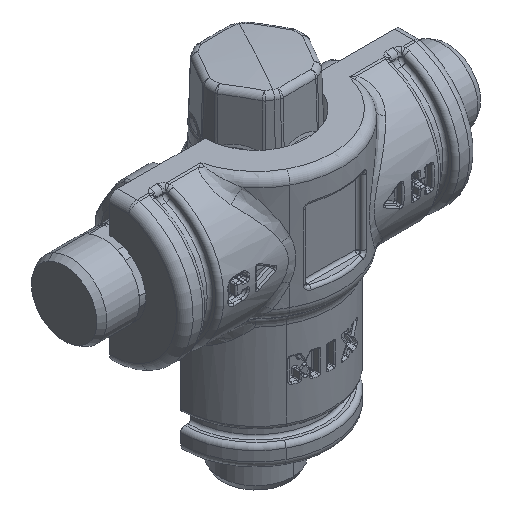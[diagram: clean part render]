
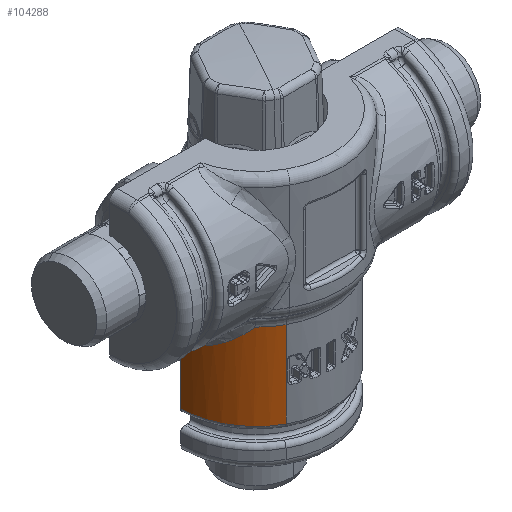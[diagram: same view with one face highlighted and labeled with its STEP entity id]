
A CAD part, isometric view. The second image highlights one B-rep face of the part: STEP entity #104288.
In plain terms, the highlighted cylindrical face has radius 27 mm (diameter 54 mm), a partial arc.
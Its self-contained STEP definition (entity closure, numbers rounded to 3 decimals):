
#87161=CARTESIAN_POINT('Vertex',(-12.944,-23.695,-31.142)) ;
#88057=CARTESIAN_POINT('Vertex',(-19.104,-19.079,-31.142)) ;
#88062=CARTESIAN_POINT('Axis2P3D Location',(0.,0.,-31.142)) ;
#88303=CARTESIAN_POINT('Control Point',(-23.695,-12.944,-36.583)) ;
#88304=CARTESIAN_POINT('Control Point',(-23.864,-12.634,-36.784)) ;
#88305=CARTESIAN_POINT('Control Point',(-24.03,-12.319,-36.98)) ;
#88306=CARTESIAN_POINT('Control Point',(-24.192,-11.998,-37.171)) ;
#88307=CARTESIAN_POINT('Control Point',(-25.031,-10.263,-38.166)) ;
#88308=CARTESIAN_POINT('Control Point',(-25.743,-8.387,-39.01)) ;
#88309=CARTESIAN_POINT('Control Point',(-26.221,-6.772,-39.577)) ;
#88310=CARTESIAN_POINT('Control Point',(-26.71,-4.436,-40.156)) ;
#88311=CARTESIAN_POINT('Control Point',(-26.937,-2.022,-40.425)) ;
#88312=CARTESIAN_POINT('Control Point',(-26.979,-1.349,-40.475)) ;
#88313=CARTESIAN_POINT('Control Point',(-27.,-0.675,-40.5)) ;
#88314=CARTESIAN_POINT('Control Point',(-27.,0.,-40.5)) ;
#88315=CARTESIAN_POINT('Vertex',(-27.,0.,-40.5)) ;
#88317=CARTESIAN_POINT('Vertex',(-23.695,-12.944,-36.583)) ;
#88418=CARTESIAN_POINT('Control Point',(-19.104,-19.079,-31.142)) ;
#88419=CARTESIAN_POINT('Control Point',(-19.308,-18.875,-31.384)) ;
#88420=CARTESIAN_POINT('Control Point',(-19.51,-18.667,-31.623)) ;
#88421=CARTESIAN_POINT('Control Point',(-19.711,-18.456,-31.861)) ;
#88422=CARTESIAN_POINT('Control Point',(-20.707,-17.374,-33.042)) ;
#88423=CARTESIAN_POINT('Control Point',(-21.657,-16.193,-34.168)) ;
#88424=CARTESIAN_POINT('Control Point',(-22.383,-15.179,-35.028)) ;
#88425=CARTESIAN_POINT('Control Point',(-23.065,-14.097,-35.837)) ;
#88426=CARTESIAN_POINT('Control Point',(-23.695,-12.944,-36.583)) ;
#96017=CARTESIAN_POINT('Axis2P3D Location',(0.,0.,-29.25)) ;
#96199=CARTESIAN_POINT('Vertex',(-12.944,-23.695,-62.)) ;
#96227=CARTESIAN_POINT('Axis2P3D Location',(0.,0.,-62.)) ;
#96231=CARTESIAN_POINT('Vertex',(-27.,0.,-62.)) ;
#102220=CARTESIAN_POINT('Line Origine',(-12.944,-23.695,-52.071)) ;
#104275=CARTESIAN_POINT('Line Origine',(-27.,0.,-52.071)) ;
#102222=VECTOR('Line Direction',#102221,1.) ;
#104277=VECTOR('Line Direction',#104276,1.) ;
#88063=DIRECTION('Axis2P3D Direction',(0.,0.,-1.)) ;
#96018=DIRECTION('Axis2P3D Direction',(0.,0.,-1.)) ;
#96019=DIRECTION('Axis2P3D XDirection',(-0.479,-0.878,0.)) ;
#96228=DIRECTION('Axis2P3D Direction',(0.,0.,1.)) ;
#102221=DIRECTION('Vector Direction',(0.,0.,-1.)) ;
#104276=DIRECTION('Vector Direction',(0.,0.,-1.)) ;
#88064=AXIS2_PLACEMENT_3D('Circle Axis2P3D',#88062,#88063,$) ;
#96020=AXIS2_PLACEMENT_3D('Cylinder Axis2P3D',#96017,#96018,#96019) ;
#96229=AXIS2_PLACEMENT_3D('Circle Axis2P3D',#96227,#96228,$) ;
#102223=LINE('Line',#102220,#102222) ;
#104278=LINE('Line',#104275,#104277) ;
#88065=CIRCLE('generated circle',#88064,27.) ;
#96230=CIRCLE('generated circle',#96229,27.) ;
#96021=CYLINDRICAL_SURFACE('generated cylinder',#96020,27.) ;
#88066=EDGE_CURVE('',#87162,#88058,#88065,.T.) ;
#88319=EDGE_CURVE('',#88316,#88318,#88302,.F.) ;
#88427=EDGE_CURVE('',#88318,#88058,#88417,.F.) ;
#96233=EDGE_CURVE('',#96232,#96200,#96230,.T.) ;
#102224=EDGE_CURVE('',#87162,#96200,#102223,.T.) ;
#104279=EDGE_CURVE('',#88316,#96232,#104278,.T.) ;
#104281=ORIENTED_EDGE('',*,*,#96233,.T.) ;
#104282=ORIENTED_EDGE('',*,*,#102224,.F.) ;
#104283=ORIENTED_EDGE('',*,*,#88066,.T.) ;
#104284=ORIENTED_EDGE('',*,*,#88427,.F.) ;
#104285=ORIENTED_EDGE('',*,*,#88319,.F.) ;
#104286=ORIENTED_EDGE('',*,*,#104279,.T.) ;
#104280=EDGE_LOOP('',(#104281,#104282,#104283,#104284,#104285,#104286)) ;
#87162=VERTEX_POINT('',#87161) ;
#88058=VERTEX_POINT('',#88057) ;
#88316=VERTEX_POINT('',#88315) ;
#88318=VERTEX_POINT('',#88317) ;
#96200=VERTEX_POINT('',#96199) ;
#96232=VERTEX_POINT('',#96231) ;
#104288=ADVANCED_FACE('PartBody',(#104287),#96021,.T.) ;
#88302=B_SPLINE_CURVE_WITH_KNOTS('',5,(#88303,#88304,#88305,#88306,#88307,#88308,#88309,#88310,#88311,#88312,#88313,#88314),.UNSPECIFIED.,.F.,.U.,(6,3,3,6),(28.369,31.244,43.702,48.477),.UNSPECIFIED.) ;
#88417=B_SPLINE_CURVE_WITH_KNOTS('',5,(#88418,#88419,#88420,#88421,#88422,#88423,#88424,#88425,#88426),.UNSPECIFIED.,.F.,.U.,(6,3,6),(15.036,17.697,28.37),.UNSPECIFIED.) ;
#104287=FACE_OUTER_BOUND('',#104280,.T.) ;
